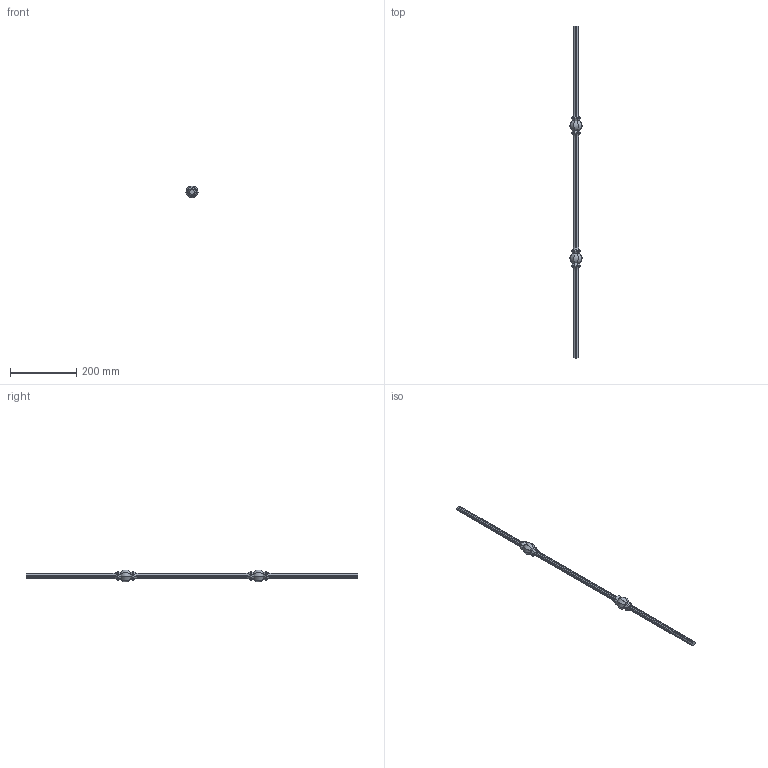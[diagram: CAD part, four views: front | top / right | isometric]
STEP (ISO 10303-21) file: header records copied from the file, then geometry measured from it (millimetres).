
FILE_DESCRIPTION (( 'STEP AP203' ), '1' );
FILE_NAME ('1277.step', '2022-03-30T09:37:35', ( '' ), ( '' ), 'SwSTEP 2.0', 'SolidWorks 2018', '' );
FILE_SCHEMA (( 'CONFIG_CONTROL_DESIGN' ));
Length unit declared in the file: millimetre
Products named in the file (1): 1277
Bounding box: 36.67 x 1000 x 36.11 mm (x, y, z)
Volume: 209324.2 mm3; surface area: 52072.2 mm2
Topology: 1 solids, 1 shells, 438 faces, 1068 edges, 648 vertices
Faces by surface type: plane 298, bspline 122, cylinder 18
Entity records: 16413 total; most frequent: CARTESIAN_POINT 7299, ORIENTED_EDGE 2136, DIRECTION 1368, EDGE_CURVE 1068, LINE 734, VECTOR 734, VERTEX_POINT 648, EDGE_LOOP 454
